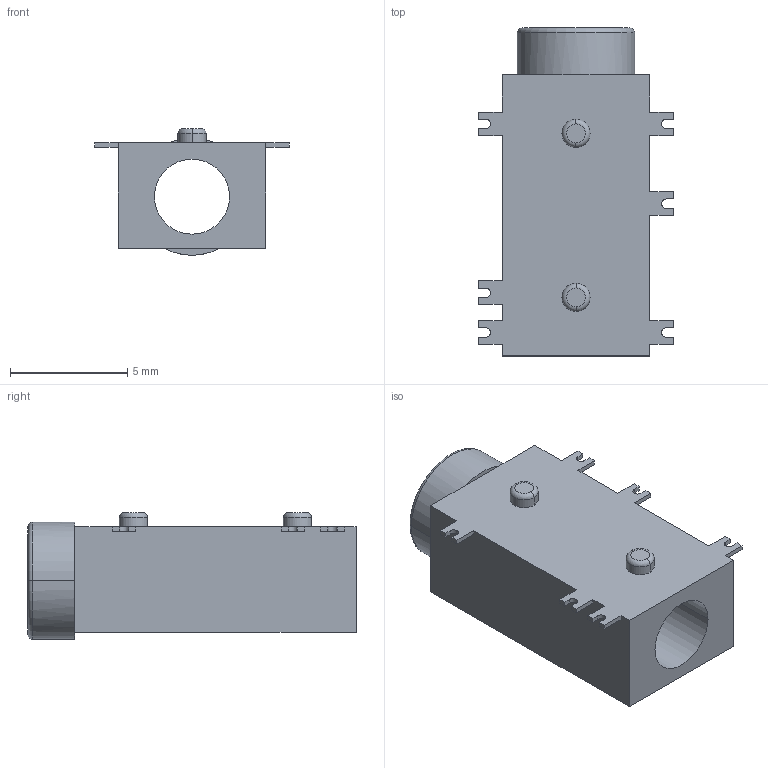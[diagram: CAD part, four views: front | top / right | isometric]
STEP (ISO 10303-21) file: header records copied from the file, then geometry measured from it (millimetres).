
FILE_DESCRIPTION((''),'2;1');
FILE_NAME('KJ337KYS','2012-09-12T',('Administrator'),(''),'PRO/ENGINEER BY PARAMETRIC TECHNOLOGY CORPORATION, 2011310','PRO/ENGINEER BY PARAMETRIC TECHNOLOGY CORPORATION, 2011310','');
FILE_SCHEMA(('CONFIG_CONTROL_DESIGN'));
Length unit declared in the file: millimetre
Products named in the file (1): KJ337KYS
Bounding box: 8.3 x 14 x 5.4 mm (x, y, z)
Volume: 268.9 mm3; surface area: 488.3 mm2
Topology: 1 solids, 1 shells, 76 faces, 204 edges, 132 vertices
Faces by surface type: plane 54, cylinder 14, torus 8
Entity records: 2402 total; most frequent: CARTESIAN_POINT 412, ORIENTED_EDGE 408, DIRECTION 404, EDGE_CURVE 204, VECTOR 156, LINE 156, VERTEX_POINT 132, AXIS2_PLACEMENT_3D 124
